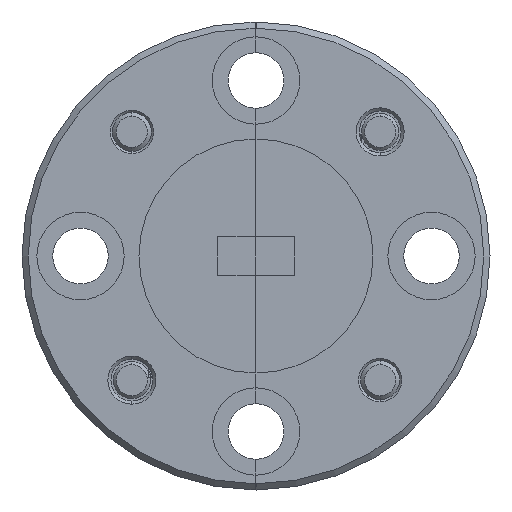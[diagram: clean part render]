
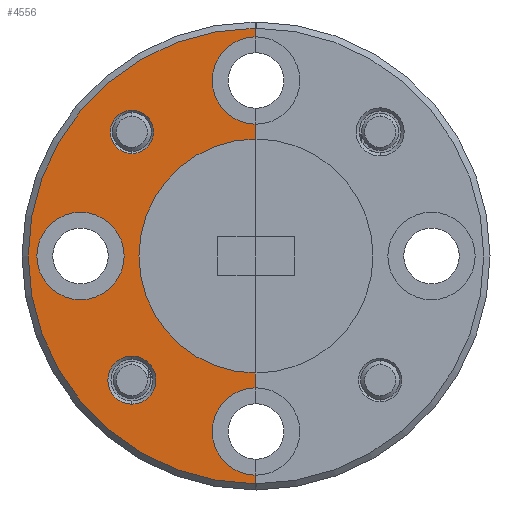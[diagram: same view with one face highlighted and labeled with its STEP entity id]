
A CAD part, left-side view. The second image highlights one B-rep face of the part: STEP entity #4556.
In plain terms, the highlighted planar face has unit normal (-1, 0, 0).
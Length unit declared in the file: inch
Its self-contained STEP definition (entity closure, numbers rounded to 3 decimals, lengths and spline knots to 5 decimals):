
#16 = DIRECTION ( 'NONE',  ( 0., 0., 1. ) ) ;
#35 = VERTEX_POINT ( 'NONE', #6105 ) ;
#102 = DIRECTION ( 'NONE',  ( 0., 0., 1. ) ) ;
#124 = ORIENTED_EDGE ( 'NONE', *, *, #4205, .F. ) ;
#154 = EDGE_LOOP ( 'NONE', ( #2634, #4689, #5014, #783, #4495, #4458, #5203, #124 ) ) ;
#183 = CIRCLE ( 'NONE', #1589, 0.03475 ) ;
#229 = CIRCLE ( 'NONE', #1780, 0.1875 ) ;
#254 = DIRECTION ( 'NONE',  ( -1., 0., 0. ) ) ;
#263 = EDGE_LOOP ( 'NONE', ( #5411, #3822 ) ) ;
#346 = LINE ( 'NONE', #3914, #4942 ) ;
#389 = DIRECTION ( 'NONE',  ( 0., 0., 1. ) ) ;
#390 = EDGE_CURVE ( 'NONE', #4569, #2544, #1572, .T. ) ;
#460 = DIRECTION ( 'NONE',  ( -1., 0., 0. ) ) ;
#568 = ORIENTED_EDGE ( 'NONE', *, *, #5787, .F. ) ;
#575 = AXIS2_PLACEMENT_3D ( 'NONE', #5821, #5911, #4374 ) ;
#591 = DIRECTION ( 'NONE',  ( 0., 0., 1. ) ) ;
#594 = EDGE_CURVE ( 'NONE', #5344, #718, #1202, .T. ) ;
#607 = DIRECTION ( 'NONE',  ( -1., 0., 0. ) ) ;
#626 = AXIS2_PLACEMENT_3D ( 'NONE', #6153, #3287, #2310 ) ;
#679 = CIRCLE ( 'NONE', #2297, 0.0385 ) ;
#718 = VERTEX_POINT ( 'NONE', #947 ) ;
#739 = FACE_BOUND ( 'NONE', #5196, .T. ) ;
#783 = ORIENTED_EDGE ( 'NONE', *, *, #3697, .F. ) ;
#833 = CARTESIAN_POINT ( 'NONE',  ( -0.57, 0.19737, 0.16412 ) ) ;
#904 = CIRCLE ( 'NONE', #575, 0.07 ) ;
#917 = DIRECTION ( 'NONE',  ( -1., 0., 0. ) ) ;
#923 = DIRECTION ( 'NONE',  ( -1., 0., 0. ) ) ;
#947 = CARTESIAN_POINT ( 'NONE',  ( -0.57, 0.27975, -0.07 ) ) ;
#1086 = VERTEX_POINT ( 'NONE', #1253 ) ;
#1108 = EDGE_LOOP ( 'NONE', ( #1151, #3884 ) ) ;
#1151 = ORIENTED_EDGE ( 'NONE', *, *, #594, .F. ) ;
#1202 = CIRCLE ( 'NONE', #3328, 0.07 ) ;
#1209 = DIRECTION ( 'NONE',  ( 0., 0., 1. ) ) ;
#1253 = CARTESIAN_POINT ( 'NONE',  ( -0.57, 0.19737, -0.16037 ) ) ;
#1364 = AXIS2_PLACEMENT_3D ( 'NONE', #5118, #3186, #3670 ) ;
#1427 = CARTESIAN_POINT ( 'NONE',  ( -0.57, 0.27975, 0. ) ) ;
#1436 = CARTESIAN_POINT ( 'NONE',  ( -0.57, 0.19737, -0.19887 ) ) ;
#1448 = CIRCLE ( 'NONE', #3694, 0.0385 ) ;
#1473 = CIRCLE ( 'NONE', #1364, 0.03475 ) ;
#1572 = LINE ( 'NONE', #3618, #5648 ) ;
#1589 = AXIS2_PLACEMENT_3D ( 'NONE', #2478, #5253, #2442 ) ;
#1639 = VERTEX_POINT ( 'NONE', #4610 ) ;
#1662 = DIRECTION ( 'NONE',  ( -1., 0., 0. ) ) ;
#1695 = EDGE_CURVE ( 'NONE', #3479, #4723, #4202, .T. ) ;
#1780 = AXIS2_PLACEMENT_3D ( 'NONE', #4444, #1662, #1209 ) ;
#1842 = CARTESIAN_POINT ( 'NONE',  ( -0.57, 0., 0.365 ) ) ;
#1883 = VECTOR ( 'NONE', #2158, 39.37008 ) ;
#1985 = EDGE_CURVE ( 'NONE', #6026, #1639, #346, .T. ) ;
#1994 = CARTESIAN_POINT ( 'NONE',  ( -0.57, 0., -0.18749 ) ) ;
#2105 = CARTESIAN_POINT ( 'NONE',  ( -0.57, 0.27975, 0.07 ) ) ;
#2158 = DIRECTION ( 'NONE',  ( 0., 0., 1. ) ) ;
#2297 = AXIS2_PLACEMENT_3D ( 'NONE', #1436, #460, #4208 ) ;
#2310 = DIRECTION ( 'NONE',  ( 0., 0., 1. ) ) ;
#2376 = DIRECTION ( 'NONE',  ( -1., 0., 0. ) ) ;
#2405 = ORIENTED_EDGE ( 'NONE', *, *, #3529, .F. ) ;
#2442 = DIRECTION ( 'NONE',  ( 0., 0., 1. ) ) ;
#2478 = CARTESIAN_POINT ( 'NONE',  ( -0.57, 0.19737, 0.19887 ) ) ;
#2488 = LINE ( 'NONE', #3552, #1883 ) ;
#2544 = VERTEX_POINT ( 'NONE', #1842 ) ;
#2582 = VERTEX_POINT ( 'NONE', #833 ) ;
#2604 = PLANE ( 'NONE',  #3448 ) ;
#2622 = DIRECTION ( 'NONE',  ( 0., 0., 1. ) ) ;
#2623 = VERTEX_POINT ( 'NONE', #5145 ) ;
#2634 = ORIENTED_EDGE ( 'NONE', *, *, #390, .T. ) ;
#2886 = EDGE_CURVE ( 'NONE', #35, #2582, #1473, .T. ) ;
#2927 = AXIS2_PLACEMENT_3D ( 'NONE', #3214, #923, #3254 ) ;
#2961 = FACE_BOUND ( 'NONE', #1108, .T. ) ;
#2993 = EDGE_CURVE ( 'NONE', #718, #5344, #4273, .T. ) ;
#3091 = CARTESIAN_POINT ( 'NONE',  ( -0.57, -0.0015, 0. ) ) ;
#3166 = VECTOR ( 'NONE', #389, 39.37008 ) ;
#3186 = DIRECTION ( 'NONE',  ( -1., 0., 0. ) ) ;
#3214 = CARTESIAN_POINT ( 'NONE',  ( -0.57, -0.0015, 0.28125 ) ) ;
#3248 = CARTESIAN_POINT ( 'NONE',  ( -0.57, 0., 0. ) ) ;
#3254 = DIRECTION ( 'NONE',  ( 0., 0., 1. ) ) ;
#3261 = AXIS2_PLACEMENT_3D ( 'NONE', #4289, #917, #3775 ) ;
#3287 = DIRECTION ( 'NONE',  ( -1., 0., 0. ) ) ;
#3326 = CARTESIAN_POINT ( 'NONE',  ( -0.57, 0.19737, -0.19887 ) ) ;
#3328 = AXIS2_PLACEMENT_3D ( 'NONE', #1427, #2376, #16 ) ;
#3362 = EDGE_CURVE ( 'NONE', #2623, #5762, #2488, .T. ) ;
#3448 = AXIS2_PLACEMENT_3D ( 'NONE', #3091, #254, #2622 ) ;
#3479 = VERTEX_POINT ( 'NONE', #4274 ) ;
#3529 = EDGE_CURVE ( 'NONE', #1086, #3818, #679, .T. ) ;
#3552 = CARTESIAN_POINT ( 'NONE',  ( -0.57, 0., 0. ) ) ;
#3618 = CARTESIAN_POINT ( 'NONE',  ( -0.57, 0., 0. ) ) ;
#3623 = CARTESIAN_POINT ( 'NONE',  ( -0.57, 0., -0.35123 ) ) ;
#3670 = DIRECTION ( 'NONE',  ( 0., 0., 1. ) ) ;
#3694 = AXIS2_PLACEMENT_3D ( 'NONE', #3326, #607, #591 ) ;
#3697 = EDGE_CURVE ( 'NONE', #2623, #4723, #904, .T. ) ;
#3775 = DIRECTION ( 'NONE',  ( 0., 0., 1. ) ) ;
#3809 = CIRCLE ( 'NONE', #626, 0.365 ) ;
#3818 = VERTEX_POINT ( 'NONE', #3919 ) ;
#3822 = ORIENTED_EDGE ( 'NONE', *, *, #5664, .F. ) ;
#3884 = ORIENTED_EDGE ( 'NONE', *, *, #2993, .F. ) ;
#3914 = CARTESIAN_POINT ( 'NONE',  ( -0.57, 0., 0. ) ) ;
#3919 = CARTESIAN_POINT ( 'NONE',  ( -0.57, 0.19737, -0.23737 ) ) ;
#3921 = CIRCLE ( 'NONE', #2927, 0.07 ) ;
#4202 = LINE ( 'NONE', #3248, #3166 ) ;
#4205 = EDGE_CURVE ( 'NONE', #4569, #1639, #3921, .T. ) ;
#4208 = DIRECTION ( 'NONE',  ( 0., 0., 1. ) ) ;
#4222 = FACE_OUTER_BOUND ( 'NONE', #154, .T. ) ;
#4273 = CIRCLE ( 'NONE', #3261, 0.07 ) ;
#4274 = CARTESIAN_POINT ( 'NONE',  ( -0.57, 0., -0.365 ) ) ;
#4289 = CARTESIAN_POINT ( 'NONE',  ( -0.57, 0.27975, 0. ) ) ;
#4374 = DIRECTION ( 'NONE',  ( 0., 0., 1. ) ) ;
#4444 = CARTESIAN_POINT ( 'NONE',  ( -0.57, -0.0015, 0. ) ) ;
#4458 = ORIENTED_EDGE ( 'NONE', *, *, #4507, .F. ) ;
#4495 = ORIENTED_EDGE ( 'NONE', *, *, #3362, .T. ) ;
#4507 = EDGE_CURVE ( 'NONE', #6026, #5762, #229, .T. ) ;
#4522 = DIRECTION ( 'NONE',  ( 0., 0., 1. ) ) ;
#4556 = ADVANCED_FACE ( 'NONE', ( #4222, #2961, #739, #5408 ), #2604, .T. ) ;
#4569 = VERTEX_POINT ( 'NONE', #4995 ) ;
#4610 = CARTESIAN_POINT ( 'NONE',  ( -0.57, 0., 0.21127 ) ) ;
#4689 = ORIENTED_EDGE ( 'NONE', *, *, #5596, .T. ) ;
#4694 = CARTESIAN_POINT ( 'NONE',  ( -0.57, 0., 0.18749 ) ) ;
#4723 = VERTEX_POINT ( 'NONE', #3623 ) ;
#4942 = VECTOR ( 'NONE', #102, 39.37008 ) ;
#4995 = CARTESIAN_POINT ( 'NONE',  ( -0.57, 0., 0.35123 ) ) ;
#5014 = ORIENTED_EDGE ( 'NONE', *, *, #1695, .T. ) ;
#5118 = CARTESIAN_POINT ( 'NONE',  ( -0.57, 0.19737, 0.19887 ) ) ;
#5145 = CARTESIAN_POINT ( 'NONE',  ( -0.57, 0., -0.21127 ) ) ;
#5196 = EDGE_LOOP ( 'NONE', ( #2405, #568 ) ) ;
#5203 = ORIENTED_EDGE ( 'NONE', *, *, #1985, .T. ) ;
#5253 = DIRECTION ( 'NONE',  ( -1., 0., 0. ) ) ;
#5344 = VERTEX_POINT ( 'NONE', #2105 ) ;
#5408 = FACE_BOUND ( 'NONE', #263, .T. ) ;
#5411 = ORIENTED_EDGE ( 'NONE', *, *, #2886, .F. ) ;
#5596 = EDGE_CURVE ( 'NONE', #2544, #3479, #3809, .T. ) ;
#5648 = VECTOR ( 'NONE', #4522, 39.37008 ) ;
#5664 = EDGE_CURVE ( 'NONE', #2582, #35, #183, .T. ) ;
#5762 = VERTEX_POINT ( 'NONE', #1994 ) ;
#5787 = EDGE_CURVE ( 'NONE', #3818, #1086, #1448, .T. ) ;
#5821 = CARTESIAN_POINT ( 'NONE',  ( -0.57, -0.0015, -0.28125 ) ) ;
#5911 = DIRECTION ( 'NONE',  ( -1., 0., 0. ) ) ;
#6026 = VERTEX_POINT ( 'NONE', #4694 ) ;
#6105 = CARTESIAN_POINT ( 'NONE',  ( -0.57, 0.19737, 0.23362 ) ) ;
#6153 = CARTESIAN_POINT ( 'NONE',  ( -0.57, -0.0015, 0. ) ) ;
